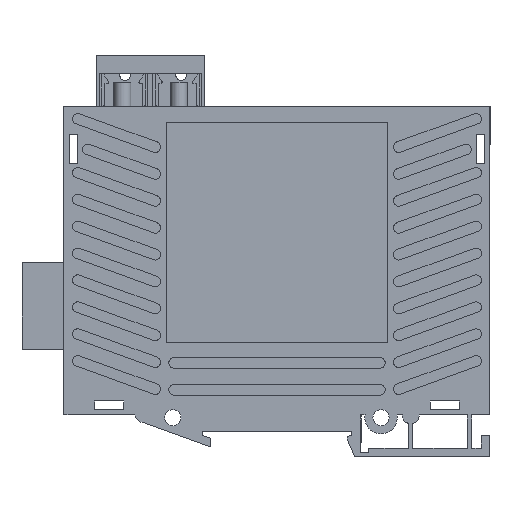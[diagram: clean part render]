
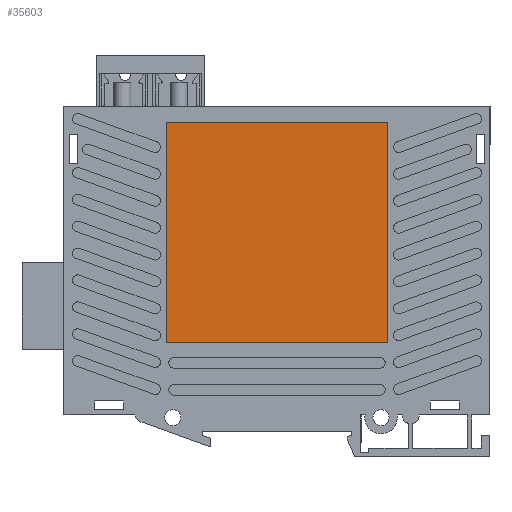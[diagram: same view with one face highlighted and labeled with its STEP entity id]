
A CAD part, left-side view. The second image highlights one B-rep face of the part: STEP entity #35603.
In plain terms, the highlighted planar face has unit normal (-1, 0, 0).
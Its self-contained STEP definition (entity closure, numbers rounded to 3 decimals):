
#995 = AXIS2_PLACEMENT_3D ( 'NONE', #5659, #5660, #5661 ) ;
#2183 = CARTESIAN_POINT ( 'NONE',  ( -13., -23.313, 27.505 ) ) ;
#2184 = CARTESIAN_POINT ( 'NONE',  ( -13., -23.313, -24.565 ) ) ;
#2185 = CARTESIAN_POINT ( 'NONE',  ( -13., 29.011, -24.565 ) ) ;
#2186 = CARTESIAN_POINT ( 'NONE',  ( -13., 29.011, 27.505 ) ) ;
#4091 = FACE_OUTER_BOUND ( 'NONE', #33849, .T. ) ;
#5658 = PLANE ( 'NONE',  #995 ) ;
#5659 = CARTESIAN_POINT ( 'NONE',  ( -13., -23.313, -24.565 ) ) ;
#5660 = DIRECTION ( 'NONE',  ( 1., 0., 0. ) ) ;
#5661 = DIRECTION ( 'NONE',  ( 0., 0., -1. ) ) ;
#8495 = VECTOR ( 'NONE', #19034, 1000. ) ;
#8497 = VECTOR ( 'NONE', #19038, 1000. ) ;
#8499 = VECTOR ( 'NONE', #19042, 1000. ) ;
#8501 = VECTOR ( 'NONE', #19046, 1000. ) ;
#9687 = LINE ( 'NONE', #19033, #8495 ) ;
#9689 = LINE ( 'NONE', #19037, #8497 ) ;
#9691 = LINE ( 'NONE', #19041, #8499 ) ;
#9693 = LINE ( 'NONE', #19045, #8501 ) ;
#19033 = CARTESIAN_POINT ( 'NONE',  ( -13., -23.313, 27.505 ) ) ;
#19034 = DIRECTION ( 'NONE',  ( 0., 0., -1. ) ) ;
#19037 = CARTESIAN_POINT ( 'NONE',  ( -13., -23.313, -24.565 ) ) ;
#19038 = DIRECTION ( 'NONE',  ( 0., 1., 0. ) ) ;
#19041 = CARTESIAN_POINT ( 'NONE',  ( -13., 29.011, -24.565 ) ) ;
#19042 = DIRECTION ( 'NONE',  ( 0., 0., 1. ) ) ;
#19045 = CARTESIAN_POINT ( 'NONE',  ( -13., 29.011, 27.505 ) ) ;
#19046 = DIRECTION ( 'NONE',  ( 0., -1., 0. ) ) ;
#25688 = EDGE_CURVE ( 'NONE', #32907, #32908, #9687, .T. ) ;
#25693 = EDGE_CURVE ( 'NONE', #32908, #32909, #9689, .T. ) ;
#25698 = EDGE_CURVE ( 'NONE', #32909, #32910, #9691, .T. ) ;
#25703 = EDGE_CURVE ( 'NONE', #32910, #32907, #9693, .T. ) ;
#31093 = ORIENTED_EDGE ( 'NONE', *, *, #25693, .F. ) ;
#31095 = ORIENTED_EDGE ( 'NONE', *, *, #25688, .F. ) ;
#31096 = ORIENTED_EDGE ( 'NONE', *, *, #25703, .F. ) ;
#31097 = ORIENTED_EDGE ( 'NONE', *, *, #25698, .F. ) ;
#32907 = VERTEX_POINT ( 'NONE', #2183 ) ;
#32908 = VERTEX_POINT ( 'NONE', #2184 ) ;
#32909 = VERTEX_POINT ( 'NONE', #2185 ) ;
#32910 = VERTEX_POINT ( 'NONE', #2186 ) ;
#33849 = EDGE_LOOP ( 'NONE', ( #31095, #31096, #31097, #31093 ) ) ;
#35603 = ADVANCED_FACE ( 'NONE', ( #4091 ), #5658, .F. ) ;
